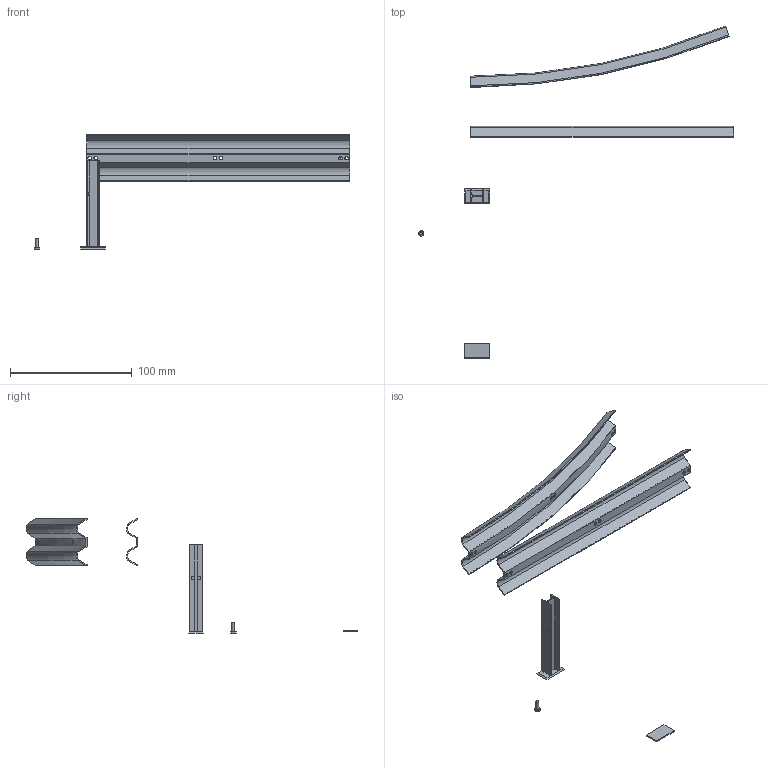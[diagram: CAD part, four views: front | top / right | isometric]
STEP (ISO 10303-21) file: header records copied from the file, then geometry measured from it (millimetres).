
FILE_DESCRIPTION(('HOOPS Exchange Step'),'2;1');
FILE_NAME('temp_export','2025-05-16T00:37:59-05:00',('mobile'),('Shapr3D Limited'),'HOOPS Exchange 2024.8','Shapr3D','Authorized');
FILE_SCHEMA( ('AP242_MANAGED_MODEL_BASED_3D_ENGINEERING_MIM_LF {1 0 10303 442 1 1 4}') );
Length unit declared in the file: millimetre
Products named in the file (6): Component1:1; Straight Guard Rails v10.step; Guard Rails v10.step; V1; root
Assembly tree (5 placements, depth 3):
  root
    Straight Guard Rails v10.step
      Component1:1
    Guard Rails v10.step
      Component1:1
    V1
Bounding box: 258.77 x 272.48 x 93.7 mm (x, y, z)
Volume: 24263.2 mm3; surface area: 53524.1 mm2
Topology: 5 solids, 5 shells, 95 faces, 258 edges, 172 vertices
Faces by surface type: plane 50, cylinder 30, cone 8, torus 4, bspline 3
Full cylindrical faces by diameter (mm): 2.477 x1, 2.972 x14, 4.458 x1
Entity records: 5027 total; most frequent: CARTESIAN_POINT 2376, DIRECTION 526, ORIENTED_EDGE 516, EDGE_CURVE 258, AXIS2_PLACEMENT_3D 182, VERTEX_POINT 172, VECTOR 162, LINE 162
